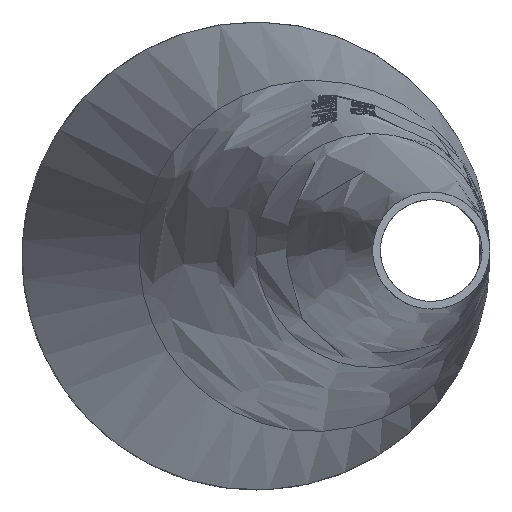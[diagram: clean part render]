
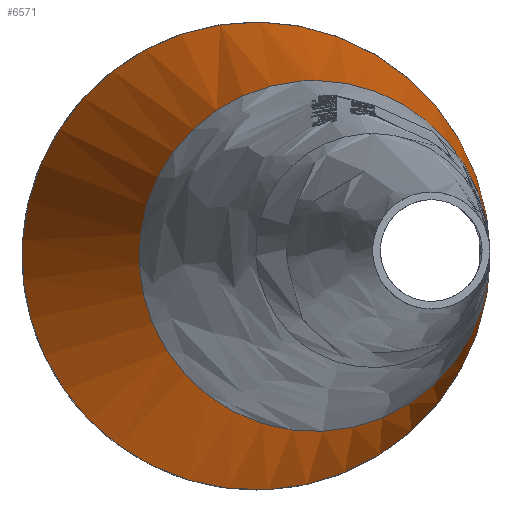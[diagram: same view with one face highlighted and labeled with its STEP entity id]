
A CAD part, left-side view. The second image highlights one B-rep face of the part: STEP entity #6571.
In plain terms, the highlighted free-form (B-spline) face has degree [1, 2] with [2, 9] control points.
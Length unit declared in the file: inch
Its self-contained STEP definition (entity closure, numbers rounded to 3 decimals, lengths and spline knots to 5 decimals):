
#1436=FACE_OUTER_BOUND('',#1811,.T.);
#1811=EDGE_LOOP('',(#6131,#6132,#6133,#6134,#6135,#6136,#6137,#6138));
#1837=CIRCLE('',#6596,1.5);
#1838=CIRCLE('',#6597,1.5);
#1839=CIRCLE('',#6598,1.5);
#1840=CIRCLE('',#6599,1.5);
#1911=CIRCLE('',#6824,2.);
#1912=CIRCLE('',#6825,2.);
#2446=B_SPLINE_CURVE_WITH_KNOTS('',1,(#15109,#15110),.UNSPECIFIED.,.F.,
 .F.,(2,2),(-2.03218,-0.00187),.UNSPECIFIED.);
#2507=VERTEX_POINT('',#8069);
#2508=VERTEX_POINT('',#8072);
#2509=VERTEX_POINT('',#8074);
#2510=VERTEX_POINT('',#8076);
#3120=VERTEX_POINT('',#15108);
#3121=VERTEX_POINT('',#15111);
#3187=EDGE_CURVE('',#2508,#2507,#1837,.T.);
#3188=EDGE_CURVE('',#2509,#2508,#1838,.T.);
#3189=EDGE_CURVE('',#2510,#2509,#1839,.T.);
#3190=EDGE_CURVE('',#2507,#2510,#1840,.T.);
#4129=EDGE_CURVE('',#2510,#3120,#2446,.T.);
#4130=EDGE_CURVE('',#3121,#3120,#1911,.T.);
#4131=EDGE_CURVE('',#3120,#3121,#1912,.T.);
#6131=ORIENTED_EDGE('',*,*,#3188,.T.);
#6132=ORIENTED_EDGE('',*,*,#3187,.T.);
#6133=ORIENTED_EDGE('',*,*,#3190,.T.);
#6134=ORIENTED_EDGE('',*,*,#4129,.T.);
#6135=ORIENTED_EDGE('',*,*,#4130,.F.);
#6136=ORIENTED_EDGE('',*,*,#4131,.F.);
#6137=ORIENTED_EDGE('',*,*,#4129,.F.);
#6138=ORIENTED_EDGE('',*,*,#3189,.T.);
#6172=(
BOUNDED_SURFACE()
B_SPLINE_SURFACE(1,2,((#15090,#15091,#15092,#15093,#15094,#15095,#15096,
#15097,#15098),(#15099,#15100,#15101,#15102,#15103,#15104,#15105,#15106,
#15107)),.UNSPECIFIED.,.F.,.T.,.F.)
B_SPLINE_SURFACE_WITH_KNOTS((2,2),(3,2,2,2,3),(-0.12311,2.12432),
(-3.14159,-1.5708,0.,1.5708,3.14159),
 .UNSPECIFIED.)
GEOMETRIC_REPRESENTATION_ITEM()
RATIONAL_B_SPLINE_SURFACE(((1.,0.707,1.,0.707,1.,
0.707,1.,0.707,1.),(1.,0.707,1.,0.707,
1.,0.707,1.,0.707,1.)))
REPRESENTATION_ITEM('')
SURFACE()
);
#6571=ADVANCED_FACE('',(#1436),#6172,.F.);
#6596=AXIS2_PLACEMENT_3D('',#8073,#6869,#6870);
#6597=AXIS2_PLACEMENT_3D('',#8075,#6871,#6872);
#6598=AXIS2_PLACEMENT_3D('',#8077,#6873,#6874);
#6599=AXIS2_PLACEMENT_3D('',#8078,#6875,#6876);
#6824=AXIS2_PLACEMENT_3D('',#15112,#7642,#7643);
#6825=AXIS2_PLACEMENT_3D('',#15113,#7644,#7645);
#6869=DIRECTION('center_axis',(1.,0.,0.));
#6870=DIRECTION('ref_axis',(0.,-1.,0.));
#6871=DIRECTION('center_axis',(1.,0.,0.));
#6872=DIRECTION('ref_axis',(0.,-1.,0.));
#6873=DIRECTION('center_axis',(1.,0.,0.));
#6874=DIRECTION('ref_axis',(0.,-1.,0.));
#6875=DIRECTION('center_axis',(1.,0.,0.));
#6876=DIRECTION('ref_axis',(0.,-1.,0.));
#7642=DIRECTION('center_axis',(1.,0.,0.));
#7643=DIRECTION('ref_axis',(0.,0.,
-1.));
#7644=DIRECTION('center_axis',(1.,0.,0.));
#7645=DIRECTION('ref_axis',(0.,0.,
-1.));
#8069=CARTESIAN_POINT('',(-4.82221,0.70551,1.58856));
#8072=CARTESIAN_POINT('',(-4.82221,2.08683,0.02321));
#8073=CARTESIAN_POINT('Origin',(-4.82221,0.58846,0.09314));
#8074=CARTESIAN_POINT('',(-4.82221,-0.90991,0.16306));
#8075=CARTESIAN_POINT('Origin',(-4.82221,0.58846,0.09314));
#8076=CARTESIAN_POINT('',(-4.82221,0.56573,1.59296));
#8077=CARTESIAN_POINT('Origin',(-4.82221,0.58846,0.09314));
#8078=CARTESIAN_POINT('Origin',(-4.82221,0.58846,0.09314));
#15090=CARTESIAN_POINT('Ctrl Pts',(-0.57599,1.08846,
2.12368));
#15091=CARTESIAN_POINT('Ctrl Pts',(-0.82221,3.08846,2.12368));
#15092=CARTESIAN_POINT('Ctrl Pts',(-0.82221,3.08846,
0.09314));
#15093=CARTESIAN_POINT('Ctrl Pts',(-0.82221,3.08846,
-1.93741));
#15094=CARTESIAN_POINT('Ctrl Pts',(-0.57599,1.08846,
-1.93741));
#15095=CARTESIAN_POINT('Ctrl Pts',(-0.32978,-0.91154,
-1.93741));
#15096=CARTESIAN_POINT('Ctrl Pts',(-0.32978,-0.91154,
0.09314));
#15097=CARTESIAN_POINT('Ctrl Pts',(-0.32978,-0.91154,
2.12368));
#15098=CARTESIAN_POINT('Ctrl Pts',(-0.57599,1.08846,
2.12368));
#15099=CARTESIAN_POINT('Ctrl Pts',(-5.00375,0.54338,1.57027));
#15100=CARTESIAN_POINT('Ctrl Pts',(-5.18285,1.9983,1.57027));
#15101=CARTESIAN_POINT('Ctrl Pts',(-5.18285,1.9983,0.09314));
#15102=CARTESIAN_POINT('Ctrl Pts',(-5.18285,1.9983,-1.384));
#15103=CARTESIAN_POINT('Ctrl Pts',(-5.00375,0.54338,
-1.384));
#15104=CARTESIAN_POINT('Ctrl Pts',(-4.82464,-0.91154,
-1.384));
#15105=CARTESIAN_POINT('Ctrl Pts',(-4.82464,-0.91154,
0.09314));
#15106=CARTESIAN_POINT('Ctrl Pts',(-4.82464,-0.91154,
1.57027));
#15107=CARTESIAN_POINT('Ctrl Pts',(-5.00375,0.54338,1.57027));
#15108=CARTESIAN_POINT('',(-0.82221,1.05815,2.09291));
#15109=CARTESIAN_POINT('Ctrl Pts',(-4.82221,0.56573,
1.59296));
#15110=CARTESIAN_POINT('Ctrl Pts',(-0.82221,1.05815,2.09291));
#15111=CARTESIAN_POINT('',(-0.82221,-0.91154,0.09314));
#15112=CARTESIAN_POINT('Origin',(-0.82221,1.08846,0.09314));
#15113=CARTESIAN_POINT('Origin',(-0.82221,1.08846,0.09314));
